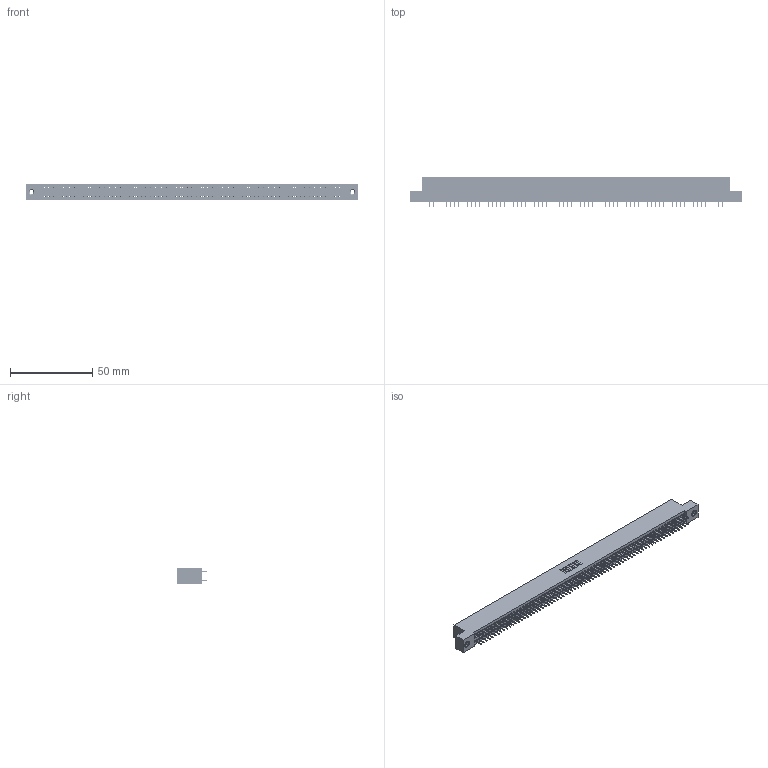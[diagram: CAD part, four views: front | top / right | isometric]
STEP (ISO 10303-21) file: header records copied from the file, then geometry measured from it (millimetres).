
FILE_DESCRIPTION (( 'STEP AP203' ), '1' );
FILE_NAME ('395-142-525-208.STEP', '2020-09-26T06:26:47', ( '' ), ( '' ), 'SwSTEP 2.0', 'SolidWorks 2020', '' );
FILE_SCHEMA (( 'CONFIG_CONTROL_DESIGN' ));
Length unit declared in the file: inch
Products named in the file (4): 345-250-001_345-250-003-102; 395-142-525-208; 345-292-001_345-293-125; 345 Part_Flush Mounting Lugs - 0.156 Dia-TI
Assembly tree (145 placements, depth 2):
  395-142-525-208
    345 Part_Flush Mounting Lugs - 0.156 Dia-TI
    345-292-001_345-293-125  x142
    345-250-001_345-250-003-102  x2
Bounding box: 201.55 x 18.72 x 9.4 mm (x, y, z)
Volume: 19607.6 mm3; surface area: 28854.1 mm2
Topology: 145 solids, 145 shells, 7854 faces, 22203 edges, 14226 vertices
Faces by surface type: plane 5650, cylinder 2188, cone 12, torus 4
Entity records: 53064 total; most frequent: CARTESIAN_POINT 8847, ORIENTED_EDGE 8774, DIRECTION 7793, EDGE_CURVE 4387, LINE 3955, VECTOR 3955, VERTEX_POINT 2916, AXIS2_PLACEMENT_3D 1919
